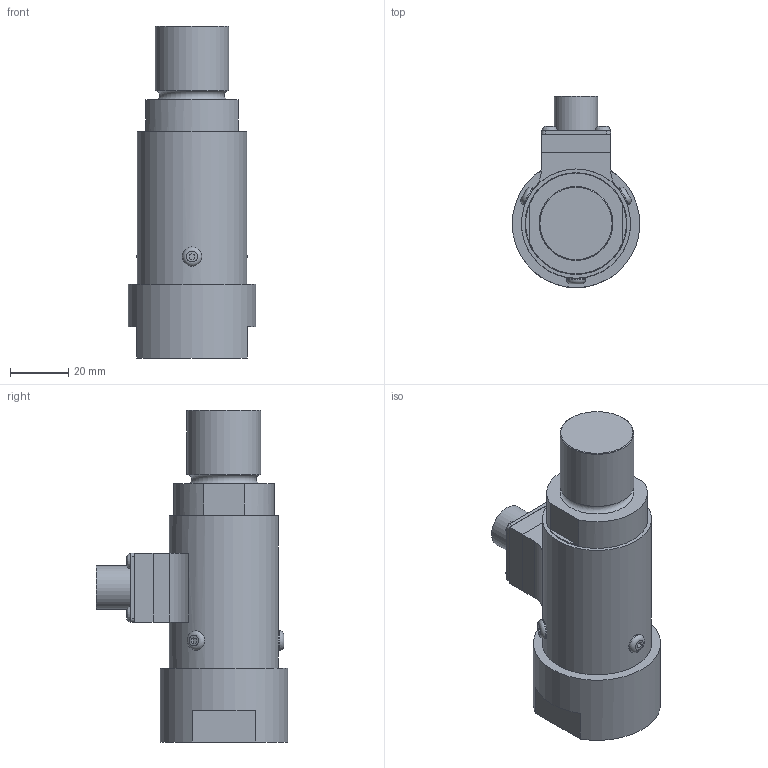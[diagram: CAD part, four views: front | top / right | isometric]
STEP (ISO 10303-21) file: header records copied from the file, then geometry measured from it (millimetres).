
FILE_DESCRIPTION((''),'2;1');
FILE_NAME('LCB450.stp','2010-09-17T16:59:25',('thomasl'),(''),'Autodesk Inventor 2008','Autodesk Inventor 2008','');
FILE_SCHEMA(('AUTOMOTIVE_DESIGN { 1 0 10303 214 1 1 1 1 }'));
Length unit declared in the file: inch
Products named in the file (10): LCB450; $F3332; PART1; $F3340; ~PART1; 6PIN-BENDIX; $F2178-A; COVER; BHC6-32; 4
Assembly tree (14 placements, depth 3):
  LCB450
    $F3332
      PART1
    $F3340
      ~PART1
    6PIN-BENDIX
    $F2178-A
      COVER
    BHC6-32  x3
    4  x4
Bounding box: 43.94 x 65.86 x 114.3 mm (x, y, z)
Volume: 106704.9 mm3; surface area: 38028.2 mm2
Topology: 11 solids, 11 shells, 223 faces, 506 edges, 338 vertices
Faces by surface type: plane 117, cylinder 63, cone 26, bspline 13, torus 4
Full cylindrical faces by diameter (mm): 1.524 x12, 2.261 x4, 2.779 x3, 2.845 x8, 3.048 x4, 3.302 x4, 3.505 x3, 3.569 x3, 6.655 x3, 12.7 x1, 13.97 x1, 14.554 x1, 14.986 x1, 15.24 x2, 23.419 x1, 25.4 x1, 34.671 x1, 35.052 x1, 35.103 x1, 37.592 x1, 43.942 x1
Entity records: 4595 total; most frequent: CARTESIAN_POINT 1331, DIRECTION 648, ORIENTED_EDGE 482, AXIS2_PLACEMENT_3D 281, EDGE_LOOP 268, EDGE_CURVE 241, VERTEX_POINT 203, FACE_OUTER_BOUND 145
